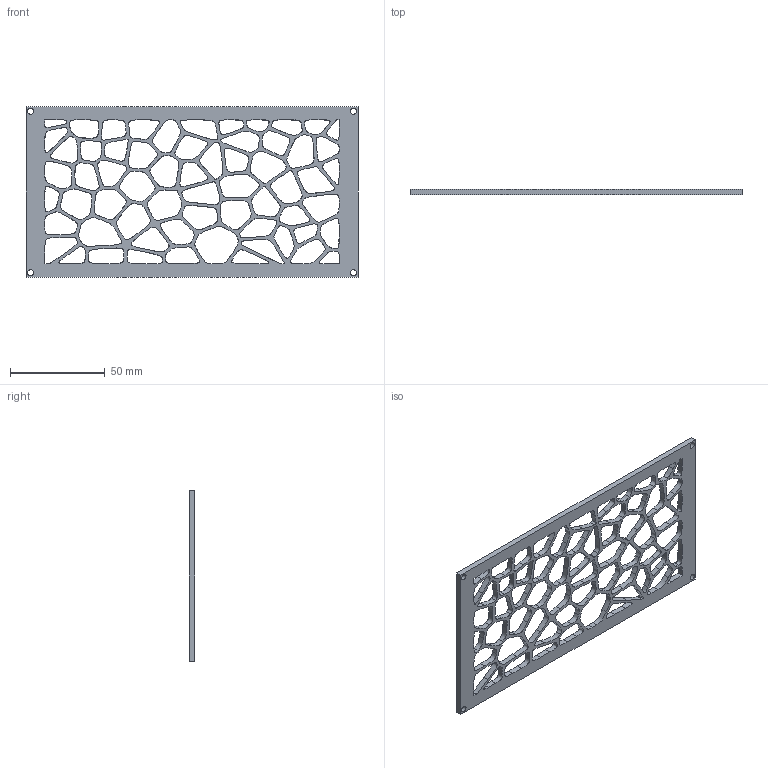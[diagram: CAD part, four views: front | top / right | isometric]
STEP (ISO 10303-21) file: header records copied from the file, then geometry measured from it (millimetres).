
FILE_DESCRIPTION(('HOOPS Exchange Step'),'2;1');
FILE_NAME('Front Plate Voronoi.stp','2026-02-20T16:21:54-05:00',('RED'),('Unknown organisation'),'HOOPS Exchange 2025.8','HOOPS Exchange','Unknown authorisation');
FILE_SCHEMA( ('AP203_CONFIGURATION_CONTROLLED_3D_DESIGN_OF_MECHANICAL_PARTS_AND_ASSEMBLIES_MIM_LF') );
Length unit declared in the file: millimetre
Products named in the file (2): 0; root
Assembly tree (1 placements, depth 2):
  root
    0
Bounding box: 174.86 x 3 x 89.8 mm (x, y, z)
Volume: 19459.2 mm3; surface area: 23389.6 mm2
Topology: 1 solids, 1 shells, 359 faces, 1075 edges, 718 vertices
Faces by surface type: bspline 333, plane 22, cylinder 4
Full cylindrical faces by diameter (mm): 3.2 x4
Entity records: 34978 total; most frequent: CARTESIAN_POINT 27304, ORIENTED_EDGE 2150, EDGE_CURVE 1075, VERTEX_POINT 718, B_SPLINE_CURVE_WITH_KNOTS 670, EDGE_LOOP 493, FACE_BOUND 493, DIRECTION 475
